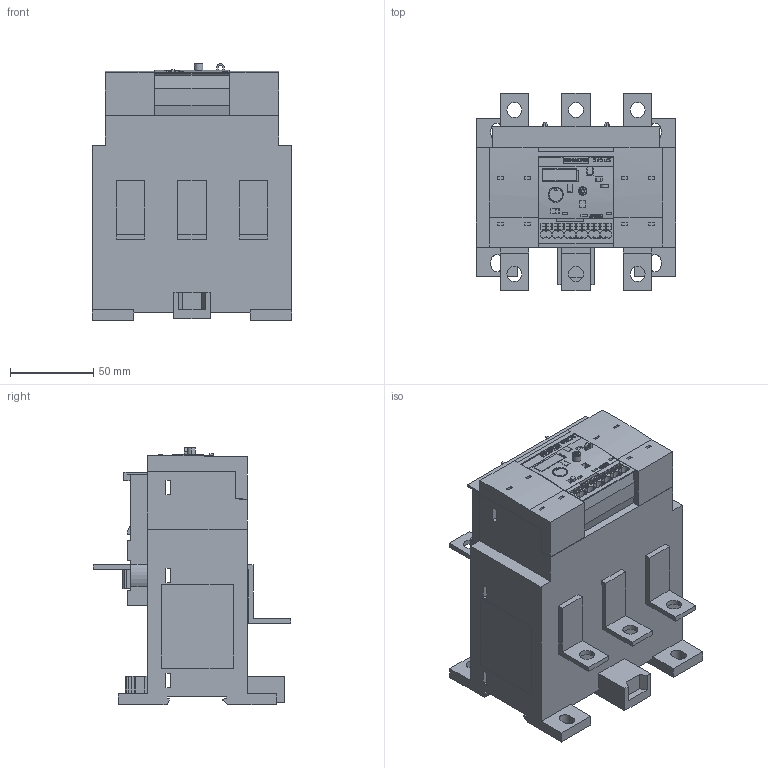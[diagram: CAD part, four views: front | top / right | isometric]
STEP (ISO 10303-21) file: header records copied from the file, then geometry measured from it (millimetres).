
FILE_DESCRIPTION(('STEP AP214'),'1');
FILE_NAME('cctmp_D2BEBBBD-1054-4EC9-A15B-A2CE16853DA5_2023_07_18_13_17_28_0876..stp','2023-07-18T11:17:31',('SIEMENS A&D'),('CADClick - www.CADClick.com'),'Spatial InterOp 3D postprocessed',' ','unknown authorization');
FILE_SCHEMA(('AUTOMOTIVE_DESIGN'));
Length unit declared in the file: millimetre
Products named in the file (1): 2023_07_18_13_17_28_0829
Bounding box: 120 x 118.5 x 154.63 mm (x, y, z)
Volume: 987946.4 mm3; surface area: 139681.9 mm2
Topology: 1 solids, 1 shells, 1247 faces, 3556 edges, 2363 vertices
Faces by surface type: plane 1085, cylinder 148, torus 14
Entity records: 68127 total; most frequent: CARTESIAN_POINT 7559, STYLED_ITEM 7159, PRESENTATION_STYLE_ASSIGNMENT 7159, ORIENTED_EDGE 7096, DIRECTION 6515, EDGE_CURVE 3548, CURVE_STYLE 3548, DRAUGHTING_PRE_DEFINED_CURVE_FONT 3548
